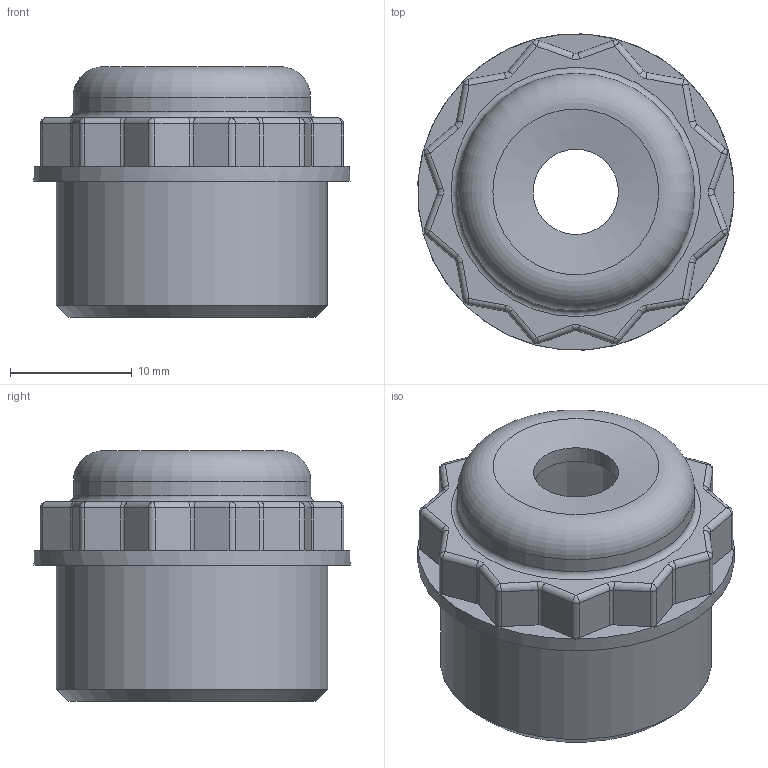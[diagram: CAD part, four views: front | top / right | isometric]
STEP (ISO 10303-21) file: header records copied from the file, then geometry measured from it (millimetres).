
FILE_DESCRIPTION(/* description */ (''),/* implementation_level */ '2;1');
FILE_NAME(/* name */ 'WN16_3Dsym.stp',/* time_stamp */ '2015-03-13T12:28:16+01:00',/* author */ ('haertel'),/* organization */ ('Fa. Bopla'),/* preprocessor_version */ 'ST-DEVELOPER v15.6',/* originating_system */ 'Autodesk Inventor 2015',/* authorisation */ '');
FILE_SCHEMA (('AUTOMOTIVE_DESIGN { 1 0 10303 214 3 1 1 }'));
Length unit declared in the file: millimetre
Products named in the file (1): WN16_3Dsym
Bounding box: 25.97 x 25.97 x 20.6 mm (x, y, z)
Volume: 3453.3 mm3; surface area: 3376.4 mm2
Topology: 1 solids, 1 shells, 111 faces, 257 edges, 150 vertices
Faces by surface type: cylinder 52, plane 28, torus 15, sphere 12, cone 4
Full cylindrical faces by diameter (mm): 7 x1, 19.5 x1, 22.3 x1, 26 x1
Entity records: 3058 total; most frequent: DIRECTION 588, CARTESIAN_POINT 500, ORIENTED_EDGE 484, EDGE_CURVE 242, AXIS2_PLACEMENT_3D 234, VERTEX_POINT 146, EDGE_LOOP 126, CIRCLE 122
